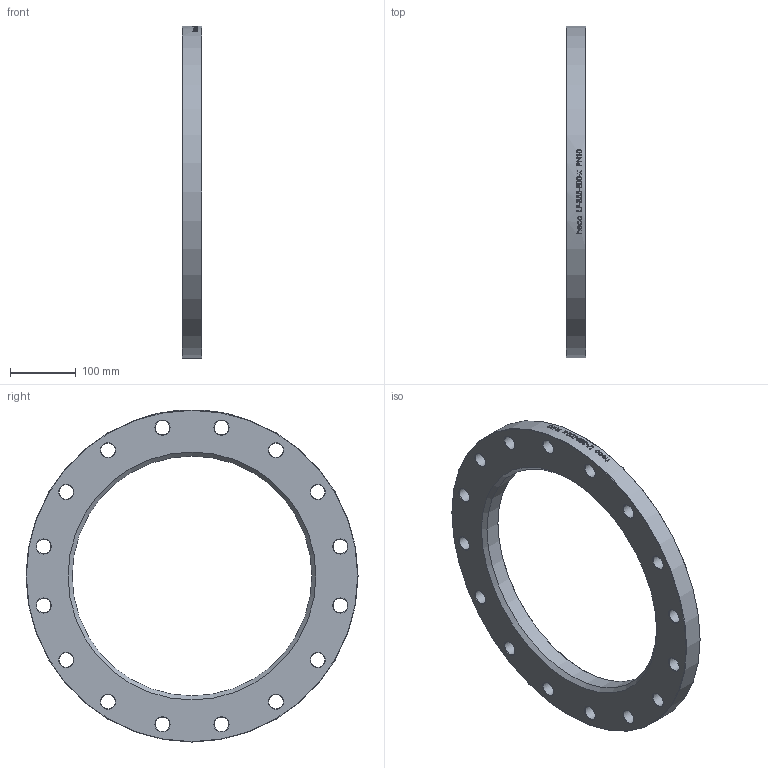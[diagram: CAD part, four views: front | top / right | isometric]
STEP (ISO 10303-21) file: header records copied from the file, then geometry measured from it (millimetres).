
FILE_DESCRIPTION (( 'STEP AP214' ), '1' );
FILE_NAME ('LF-355-E00-x Loser Flansch PN10 2304.STEP', '2023-04-14T08:08:13', ( '' ), ( '' ), 'SwSTEP 2.0', 'SolidWorks 2019', '' );
FILE_SCHEMA (( 'AUTOMOTIVE_DESIGN' ));
Length unit declared in the file: millimetre
Products named in the file (1): LF-355-E00-x Loser Flansch PN10 2304
Bounding box: 30 x 505 x 505 mm (x, y, z)
Volume: 2664460.8 mm3; surface area: 288427.5 mm2
Topology: 1 solids, 1 shells, 84 faces, 355 edges, 298 vertices
Faces by surface type: cylinder 46, cone 36, plane 2
Full cylindrical faces by diameter (mm): 22 x16, 365 x1, 505 x1
Entity records: 7943 total; most frequent: CARTESIAN_POINT 5076, ORIENTED_EDGE 548, DIRECTION 443, EDGE_CURVE 274, VERTEX_POINT 274, AXIS2_PLACEMENT_3D 203, EDGE_LOOP 196, CIRCLE 120
